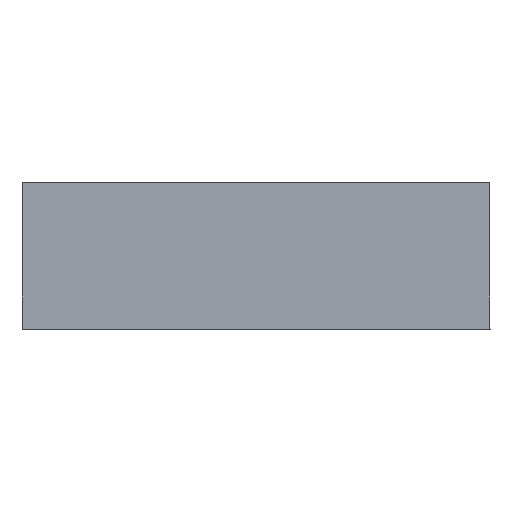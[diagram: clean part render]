
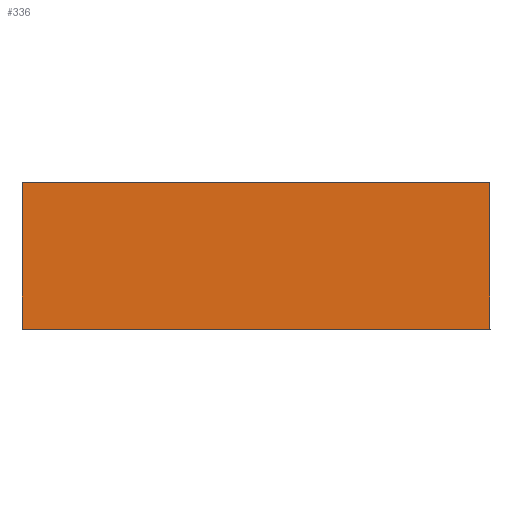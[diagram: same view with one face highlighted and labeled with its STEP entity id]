
A CAD part, top view. The second image highlights one B-rep face of the part: STEP entity #336.
In plain terms, the highlighted planar face has unit normal (0, 0, 1).
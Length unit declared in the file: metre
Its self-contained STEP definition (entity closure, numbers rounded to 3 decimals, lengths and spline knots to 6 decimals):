
#68=ORIENTED_EDGE('',*,*,#126,.F.);
#69=ORIENTED_EDGE('',*,*,#130,.T.);
#70=ORIENTED_EDGE('',*,*,#133,.T.);
#71=ORIENTED_EDGE('',*,*,#135,.F.);
#126=EDGE_CURVE('',#164,#165,#196,.T.);
#130=EDGE_CURVE('',#164,#167,#200,.T.);
#133=EDGE_CURVE('',#167,#169,#203,.T.);
#135=EDGE_CURVE('',#165,#169,#205,.T.);
#164=VERTEX_POINT('',#529);
#165=VERTEX_POINT('',#531);
#167=VERTEX_POINT('',#537);
#169=VERTEX_POINT('',#543);
#196=LINE('',#530,#238);
#200=LINE('',#538,#242);
#203=LINE('',#544,#245);
#205=LINE('',#547,#247);
#238=VECTOR('',#438,1.);
#242=VECTOR('',#444,1.);
#245=VECTOR('',#449,1.);
#247=VECTOR('',#453,1.);
#276=EDGE_LOOP('',(#68,#69,#70,#71));
#296=FACE_BOUND('',#276,.T.);
#316=PLANE('',#394);
#336=ADVANCED_FACE('',(#296),#316,.T.);
#394=AXIS2_PLACEMENT_3D('',#548,#454,#455);
#438=DIRECTION('',(1.,0.,0.));
#444=DIRECTION('',(0.,-1.,0.));
#449=DIRECTION('',(1.,0.,0.));
#453=DIRECTION('',(0.,-1.,0.));
#454=DIRECTION('',(0.,0.,1.));
#455=DIRECTION('',(1.,0.,0.));
#529=CARTESIAN_POINT('',(-0.8,0.25,0.01));
#530=CARTESIAN_POINT('',(0.,0.25,0.01));
#531=CARTESIAN_POINT('',(0.8,0.25,0.01));
#537=CARTESIAN_POINT('',(-0.8,-0.25,0.01));
#538=CARTESIAN_POINT('',(-0.8,0.,0.01));
#543=CARTESIAN_POINT('',(0.8,-0.25,0.01));
#544=CARTESIAN_POINT('',(0.,-0.25,0.01));
#547=CARTESIAN_POINT('',(0.8,0.,0.01));
#548=CARTESIAN_POINT('',(0.,0.,0.01));
